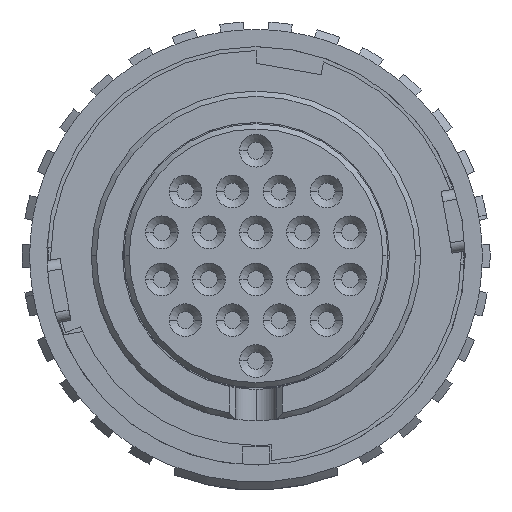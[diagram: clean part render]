
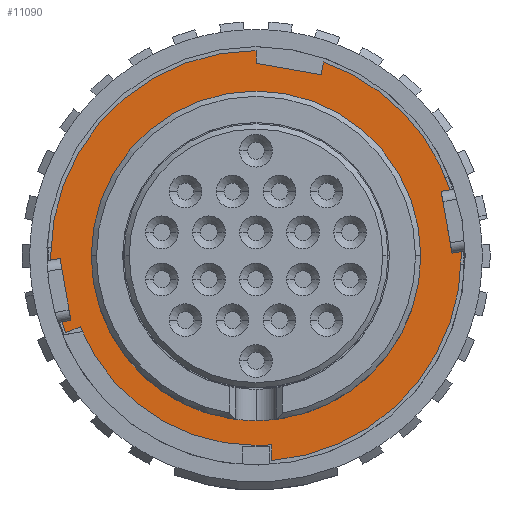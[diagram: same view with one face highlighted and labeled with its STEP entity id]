
A CAD part, left-side view. The second image highlights one B-rep face of the part: STEP entity #11090.
In plain terms, the highlighted planar face has unit normal (-1, 0, 0).
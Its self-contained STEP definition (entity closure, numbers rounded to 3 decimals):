
#60=CARTESIAN_POINT('',(-11.726,42.253,0.));
#70=DIRECTION('',(1.,0.,0.));
#80=DIRECTION('',(0.,-1.,0.));
#90=AXIS2_PLACEMENT_3D('',#60,#70,#80);
#100=CIRCLE('',#90,7.85);
#110=CARTESIAN_POINT('',(-11.726,34.403,0.));
#120=VERTEX_POINT('',#110);
#130=CARTESIAN_POINT('',(-11.726,41.653,-7.827));
#140=VERTEX_POINT('',#130);
#150=EDGE_CURVE('',#120,#140,#100,.T.);
#1810=CARTESIAN_POINT('',(-11.726,41.653,-7.225));
#1820=VERTEX_POINT('',#1810);
#1900=CARTESIAN_POINT('',(-11.726,42.253,-7.25));
#1910=VERTEX_POINT('',#1900);
#1940=CARTESIAN_POINT('',(-11.726,42.253,0.));
#1950=DIRECTION('',(-1.,0.,0.));
#1960=DIRECTION('',(0.,0.,1.));
#1970=AXIS2_PLACEMENT_3D('',#1940,#1950,#1960);
#1980=CIRCLE('',#1970,7.25);
#1990=EDGE_CURVE('',#1910,#1820,#1980,.T.);
#10010=CARTESIAN_POINT('',(-11.726,48.003,0.));
#10020=VERTEX_POINT('',#10010);
#10120=CARTESIAN_POINT('',(-11.726,36.503,0.));
#10130=VERTEX_POINT('',#10120);
#10160=CARTESIAN_POINT('',(-11.726,42.253,0.));
#10170=DIRECTION('',(-1.,0.,0.));
#10180=DIRECTION('',(0.,1.,0.));
#10190=AXIS2_PLACEMENT_3D('',#10160,#10170,#10180);
#10200=CIRCLE('',#10190,5.75);
#10210=EDGE_CURVE('',#10020,#10130,#10200,.T.);
#10310=CARTESIAN_POINT('',(-11.726,50.103,0.));
#10320=VERTEX_POINT('',#10310);
#10350=CARTESIAN_POINT('',(-11.726,49.532,-2.941
));
#10360=VERTEX_POINT('',#10350);
#10370=EDGE_CURVE('',#10360,#10320,#100,.T.);
#10480=CARTESIAN_POINT('',(-11.726,35.178,0.));
#10490=DIRECTION('',(1.,0.,0.));
#10500=DIRECTION('',(0.,-1.,0.));
#10510=AXIS2_PLACEMENT_3D('',#10480,#10490,#10500);
#10520=PLANE('',#10510);
#10530=CARTESIAN_POINT('',(-11.726,48.975,-2.716
));
#10540=VERTEX_POINT('',#10530);
#10550=EDGE_CURVE('',#10540,#1910,#1980,.T.);
#10560=ORIENTED_EDGE('',*,*,#10550,.T.);
#10570=CARTESIAN_POINT('',(-11.726,0.,17.071));
#10580=DIRECTION('',(0.,-0.927,0.375));
#10590=VECTOR('',#10580,1.);
#10600=LINE('',#10570,#10590);
#10610=EDGE_CURVE('',#10360,#10540,#10600,.T.);
#10620=ORIENTED_EDGE('',*,*,#10610,.T.);
#10630=ORIENTED_EDGE('',*,*,#10370,.F.);
#10640=CARTESIAN_POINT('',(-11.726,42.253,7.85));
#10650=VERTEX_POINT('',#10640);
#10660=EDGE_CURVE('',#10320,#10650,#100,.T.);
#10670=ORIENTED_EDGE('',*,*,#10660,.F.);
#10680=CARTESIAN_POINT('',(-11.726,42.253,0.));
#10690=DIRECTION('',(0.,0.,1.));
#10700=VECTOR('',#10690,1.);
#10710=LINE('',#10680,#10700);
#10720=CARTESIAN_POINT('',(-11.726,42.253,7.362));
#10730=VERTEX_POINT('',#10720);
#10740=EDGE_CURVE('',#10730,#10650,#10710,.T.);
#10750=ORIENTED_EDGE('',*,*,#10740,.T.);
#10760=CARTESIAN_POINT('',(-11.726,0.,-0.089));
#10770=DIRECTION('',(0.,0.985,0.174));
#10780=VECTOR('',#10770,1.);
#10790=LINE('',#10760,#10780);
#10800=CARTESIAN_POINT('',(-11.726,39.763,6.923)
);
#10810=VERTEX_POINT('',#10800);
#10820=EDGE_CURVE('',#10810,#10730,#10790,.T.);
#10830=ORIENTED_EDGE('',*,*,#10820,.T.);
#10840=CARTESIAN_POINT('',(-11.726,40.984,0.));
#10850=DIRECTION('',(0.,0.174,-0.985));
#10860=VECTOR('',#10850,1.);
#10870=LINE('',#10840,#10860);
#10880=CARTESIAN_POINT('',(-11.726,39.676,7.415)
);
#10890=VERTEX_POINT('',#10880);
#10900=EDGE_CURVE('',#10890,#10810,#10870,.T.);
#10910=ORIENTED_EDGE('',*,*,#10900,.T.);
#10920=EDGE_CURVE('',#10890,#120,#100,.T.);
#10930=ORIENTED_EDGE('',*,*,#10920,.F.);
#10940=ORIENTED_EDGE('',*,*,#150,.F.);
#10950=CARTESIAN_POINT('',(-11.726,41.653,0.));
#10960=DIRECTION('',(0.,0.,-1.));
#10970=VECTOR('',#10960,1.);
#10980=LINE('',#10950,#10970);
#10990=EDGE_CURVE('',#1820,#140,#10980,.T.);
#11000=ORIENTED_EDGE('',*,*,#10990,.T.);
#11010=ORIENTED_EDGE('',*,*,#1990,.T.);
#11020=EDGE_LOOP('',(#11010,#11000,#10940,#10930,#10910,#10830,#10750,
#10670,#10630,#10620,#10560));
#11030=FACE_OUTER_BOUND('',#11020,.T.);
#11040=EDGE_CURVE('',#10130,#10020,#10200,.T.);
#11050=ORIENTED_EDGE('',*,*,#11040,.F.);
#11060=ORIENTED_EDGE('',*,*,#10210,.F.);
#11070=EDGE_LOOP('',(#11060,#11050));
#11080=FACE_BOUND('',#11070,.T.);
#11090=ADVANCED_FACE('',(#11030,#11080),#10520,.F.);
